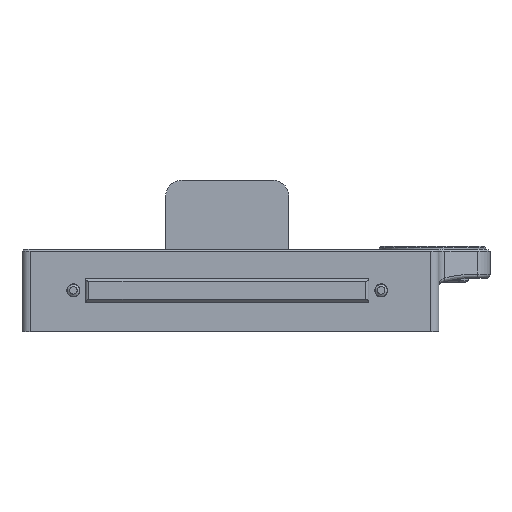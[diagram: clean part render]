
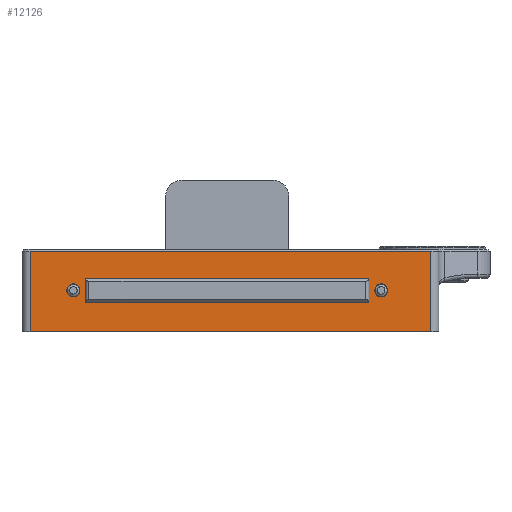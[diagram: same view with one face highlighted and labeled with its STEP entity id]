
A CAD part, top view. The second image highlights one B-rep face of the part: STEP entity #12126.
In plain terms, the highlighted planar face has unit normal (0, 0, 1).
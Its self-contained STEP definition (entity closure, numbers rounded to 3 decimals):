
#748=FACE_BOUND('',#4313,.T.);
#749=FACE_BOUND('',#4314,.T.);
#750=FACE_BOUND('',#4315,.T.);
#1515=LINE('',#23167,#2477);
#1535=LINE('',#23221,#2497);
#1536=LINE('',#23224,#2498);
#1537=LINE('',#23225,#2499);
#1538=LINE('',#23232,#2500);
#1539=LINE('',#23234,#2501);
#1540=LINE('',#23236,#2502);
#1541=LINE('',#23237,#2503);
#2477=VECTOR('',#16239,10.);
#2497=VECTOR('',#16285,10.);
#2498=VECTOR('',#16288,10.);
#2499=VECTOR('',#16289,10.);
#2500=VECTOR('',#16294,10.);
#2501=VECTOR('',#16295,10.);
#2502=VECTOR('',#16296,10.);
#2503=VECTOR('',#16297,10.);
#2928=PLANE('',#13333);
#3565=FACE_OUTER_BOUND('',#4312,.T.);
#4312=EDGE_LOOP('',(#10613,#10614,#10615,#10616));
#4313=EDGE_LOOP('',(#10617));
#4314=EDGE_LOOP('',(#10618));
#4315=EDGE_LOOP('',(#10619,#10620,#10621,#10622));
#4868=CIRCLE('',#13334,1.6);
#4869=CIRCLE('',#13335,1.6);
#5886=VERTEX_POINT('',#23107);
#5900=VERTEX_POINT('',#23163);
#5921=VERTEX_POINT('',#23219);
#5922=VERTEX_POINT('',#23223);
#5923=VERTEX_POINT('',#23226);
#5924=VERTEX_POINT('',#23228);
#5925=VERTEX_POINT('',#23230);
#5926=VERTEX_POINT('',#23231);
#5927=VERTEX_POINT('',#23233);
#5928=VERTEX_POINT('',#23235);
#7537=EDGE_CURVE('',#5886,#5900,#1515,.T.);
#7564=EDGE_CURVE('',#5900,#5921,#1535,.T.);
#7565=EDGE_CURVE('',#5922,#5921,#1536,.T.);
#7566=EDGE_CURVE('',#5922,#5886,#1537,.T.);
#7567=EDGE_CURVE('',#5923,#5923,#4868,.T.);
#7568=EDGE_CURVE('',#5924,#5924,#4869,.T.);
#7569=EDGE_CURVE('',#5925,#5926,#1538,.T.);
#7570=EDGE_CURVE('',#5927,#5925,#1539,.T.);
#7571=EDGE_CURVE('',#5928,#5927,#1540,.T.);
#7572=EDGE_CURVE('',#5926,#5928,#1541,.T.);
#10613=ORIENTED_EDGE('',*,*,#7537,.T.);
#10614=ORIENTED_EDGE('',*,*,#7564,.T.);
#10615=ORIENTED_EDGE('',*,*,#7565,.F.);
#10616=ORIENTED_EDGE('',*,*,#7566,.T.);
#10617=ORIENTED_EDGE('',*,*,#7567,.F.);
#10618=ORIENTED_EDGE('',*,*,#7568,.F.);
#10619=ORIENTED_EDGE('',*,*,#7569,.F.);
#10620=ORIENTED_EDGE('',*,*,#7570,.F.);
#10621=ORIENTED_EDGE('',*,*,#7571,.F.);
#10622=ORIENTED_EDGE('',*,*,#7572,.F.);
#12126=ADVANCED_FACE('',(#3565,#748,#749,#750),#2928,.F.);
#13333=AXIS2_PLACEMENT_3D('',#23222,#16286,#16287);
#13334=AXIS2_PLACEMENT_3D('',#23227,#16290,#16291);
#13335=AXIS2_PLACEMENT_3D('',#23229,#16292,#16293);
#16239=DIRECTION('',(-1.,0.,0.));
#16285=DIRECTION('',(0.,-1.,0.));
#16286=DIRECTION('center_axis',(0.,0.,
-1.));
#16287=DIRECTION('ref_axis',(-1.,0.,0.));
#16288=DIRECTION('',(-1.,0.,0.));
#16289=DIRECTION('',(0.,1.,0.));
#16290=DIRECTION('center_axis',(0.,0.,
1.));
#16291=DIRECTION('ref_axis',(1.,0.,0.));
#16292=DIRECTION('center_axis',(0.,0.,
1.));
#16293=DIRECTION('ref_axis',(1.,0.,0.));
#16294=DIRECTION('',(0.,1.,0.));
#16295=DIRECTION('',(1.,0.,0.));
#16296=DIRECTION('',(0.,-1.,0.));
#16297=DIRECTION('',(-1.,0.,0.));
#23107=CARTESIAN_POINT('',(213.725,29.172,118.684));
#23163=CARTESIAN_POINT('',(116.225,29.172,118.684));
#23167=CARTESIAN_POINT('',(160.325,29.172,118.684));
#23219=CARTESIAN_POINT('',(116.225,9.572,118.684));
#23221=CARTESIAN_POINT('',(116.225,9.572,118.684));
#23222=CARTESIAN_POINT('Origin',(165.925,9.572,118.684));
#23223=CARTESIAN_POINT('',(213.725,9.572,118.684));
#23224=CARTESIAN_POINT('',(183.75,9.572,118.684));
#23225=CARTESIAN_POINT('',(213.725,19.572,118.684));
#23226=CARTESIAN_POINT('',(200.125,19.572,118.684));
#23227=CARTESIAN_POINT('Origin',(201.725,19.572,118.684));
#23228=CARTESIAN_POINT('',(125.125,19.572,118.684));
#23229=CARTESIAN_POINT('Origin',(126.725,19.572,118.684));
#23230=CARTESIAN_POINT('',(198.725,16.572,118.684));
#23231=CARTESIAN_POINT('',(198.725,22.572,118.684));
#23232=CARTESIAN_POINT('',(198.725,16.072,118.684));
#23233=CARTESIAN_POINT('',(129.725,16.572,118.684));
#23234=CARTESIAN_POINT('',(182.325,16.572,118.684));
#23235=CARTESIAN_POINT('',(129.725,22.572,118.684));
#23236=CARTESIAN_POINT('',(129.725,13.072,118.684));
#23237=CARTESIAN_POINT('',(147.825,22.572,118.684));
